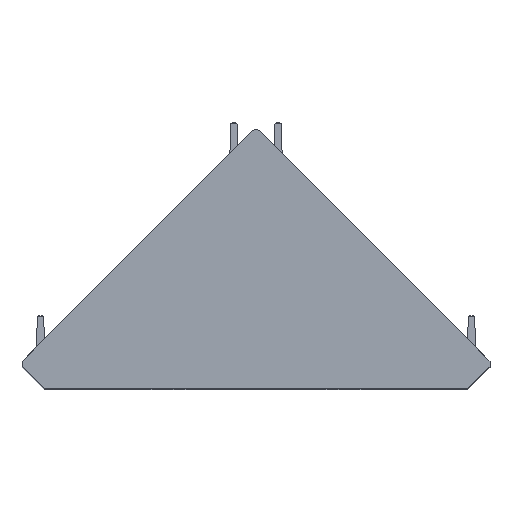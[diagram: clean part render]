
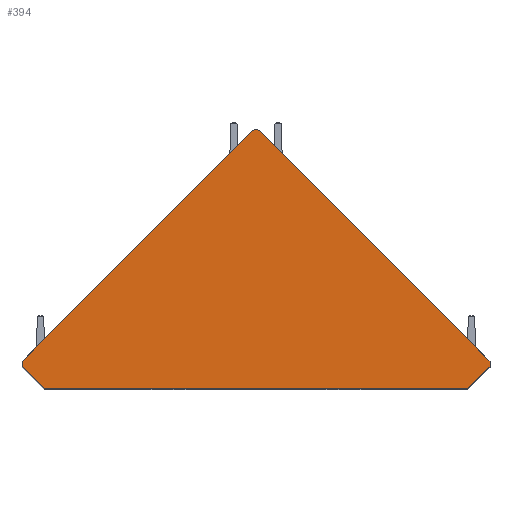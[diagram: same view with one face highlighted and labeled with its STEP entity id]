
A CAD part, top view. The second image highlights one B-rep face of the part: STEP entity #394.
In plain terms, the highlighted planar face has unit normal (0, 0.009, 1).
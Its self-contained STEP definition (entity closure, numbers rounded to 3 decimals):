
#394=ADVANCED_FACE('NONE',(#1092),#1093,.T.);
#1092=FACE_OUTER_BOUND('',#2105,.T.);
#1093=PLANE('',#2106);
#2105=EDGE_LOOP('',(#3480,#3481,#3482,#3483,#3484,#3485,#3486,#3487));
#2106=AXIS2_PLACEMENT_3D('',#3488,#3489,#3490);
#3480=ORIENTED_EDGE('',*,*,#6156,.T.);
#3481=ORIENTED_EDGE('',*,*,#6301,.T.);
#3482=ORIENTED_EDGE('',*,*,#6078,.T.);
#3483=ORIENTED_EDGE('',*,*,#6268,.T.);
#3484=ORIENTED_EDGE('',*,*,#6273,.T.);
#3485=ORIENTED_EDGE('',*,*,#6287,.T.);
#3486=ORIENTED_EDGE('',*,*,#6295,.T.);
#3487=ORIENTED_EDGE('',*,*,#6299,.T.);
#3488=CARTESIAN_POINT('',(-36.062,0.,28.5));
#3489=DIRECTION('',(0.,0.009,1.));
#3490=DIRECTION('',(1.0,0.,0.0));
#6078=EDGE_CURVE('NONE',#7311,#7309,#7312,.T.);
#6156=EDGE_CURVE('NONE',#7465,#7463,#7466,.T.);
#6268=EDGE_CURVE('NONE',#7309,#7666,#7668,.T.);
#6273=EDGE_CURVE('NONE',#7666,#7673,#7675,.T.);
#6287=EDGE_CURVE('NONE',#7673,#7697,#7699,.T.);
#6295=EDGE_CURVE('NONE',#7697,#7709,#7711,.T.);
#6299=EDGE_CURVE('NONE',#7709,#7465,#7715,.T.);
#6301=EDGE_CURVE('NONE',#7463,#7311,#7717,.T.);
#7309=VERTEX_POINT('NONE',#9149);
#7311=VERTEX_POINT('NONE',#9152);
#7312=LINE('',#9153,#9154);
#7463=VERTEX_POINT('NONE',#9592);
#7465=VERTEX_POINT('NONE',#9595);
#7466=LINE('',#9596,#9597);
#7666=VERTEX_POINT('NONE',#10111);
#7668=LINE('',#10114,#10115);
#7673=VERTEX_POINT('NONE',#10122);
#7675=LINE('',#10125,#10126);
#7697=VERTEX_POINT('NONE',#10195);
#7699=LINE('',#10198,#10199);
#7709=VERTEX_POINT('NONE',#10232);
#7711=LINE('',#10235,#10236);
#7715=LINE('',#10242,#10243);
#7717=(B_SPLINE_CURVE(3,(#10246,#10247,#10248,#10249),.UNSPECIFIED.,.F.,.F.)B_SPLINE_CURVE_WITH_KNOTS((4,4),(5.498,7.069),.UNSPECIFIED.)RATIONAL_B_SPLINE_CURVE((1.0,0.805,0.805,1.0))BOUNDED_CURVE()REPRESENTATION_ITEM('')GEOMETRIC_REPRESENTATION_ITEM()CURVE());
#9149=CARTESIAN_POINT('',(-39.805,4.743,28.459));
#9152=CARTESIAN_POINT('',(-0.707,43.841,28.117));
#9153=CARTESIAN_POINT('',(-39.805,4.742,28.459));
#9154=VECTOR('',#12560,1000.0);
#9592=CARTESIAN_POINT('',(0.707,43.841,28.117));
#9595=CARTESIAN_POINT('',(39.805,4.743,28.459));
#9596=CARTESIAN_POINT('',(39.805,4.742,28.459));
#9597=VECTOR('',#12621,1000.0);
#10111=CARTESIAN_POINT('',(-39.805,3.743,28.467));
#10114=CARTESIAN_POINT('',(-39.805,4.742,28.459));
#10115=VECTOR('',#12715,1000.0);
#10122=CARTESIAN_POINT('',(-36.062,0.,28.5));
#10125=CARTESIAN_POINT('',(-36.062,0.,28.5));
#10126=VECTOR('',#12719,1000.0);
#10195=CARTESIAN_POINT('',(36.062,0.,28.5));
#10198=CARTESIAN_POINT('',(-36.062,0.,28.5));
#10199=VECTOR('',#12728,1000.0);
#10232=CARTESIAN_POINT('',(39.805,3.743,28.467));
#10235=CARTESIAN_POINT('',(36.062,0.,28.5));
#10236=VECTOR('',#12733,1000.0);
#10242=CARTESIAN_POINT('',(39.805,4.742,28.459));
#10243=VECTOR('',#12736,1000.0);
#10246=CARTESIAN_POINT('',(0.707,43.841,28.117));
#10247=CARTESIAN_POINT('',(0.293,44.255,28.114));
#10248=CARTESIAN_POINT('',(-0.293,44.255,28.114));
#10249=CARTESIAN_POINT('',(-0.707,43.841,28.117));
#12560=DIRECTION('',(-0.707,-0.707,0.006));
#12621=DIRECTION('',(-0.707,0.707,-0.006));
#12715=DIRECTION('',(0.,-1.,0.009));
#12719=DIRECTION('',(0.707,-0.707,0.006));
#12728=DIRECTION('',(1.0,0.,0.));
#12733=DIRECTION('',(0.707,0.707,-0.006));
#12736=DIRECTION('',(0.,1.,-0.009));
